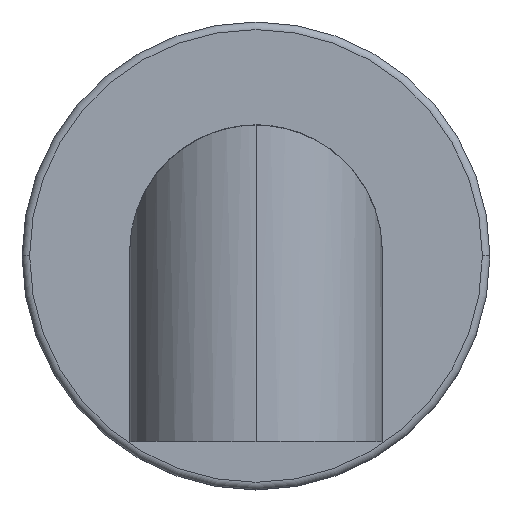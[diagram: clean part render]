
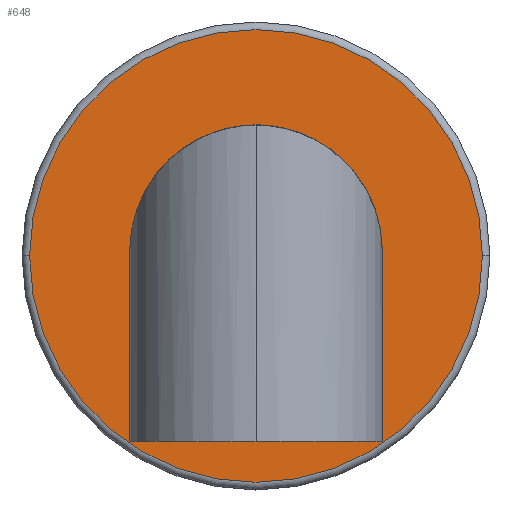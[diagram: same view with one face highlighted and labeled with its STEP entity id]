
A CAD part, top view. The second image highlights one B-rep face of the part: STEP entity #648.
In plain terms, the highlighted planar face has unit normal (0, 0, 1).
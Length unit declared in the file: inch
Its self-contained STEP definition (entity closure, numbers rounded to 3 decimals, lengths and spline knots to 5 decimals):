
#156=CARTESIAN_POINT('',(0.,0.,0.));
#157=DIRECTION('',(0.,0.,1.));
#158=DIRECTION('',(-1.,0.,0.));
#159=AXIS2_PLACEMENT_3D('',#156,#157,#158);
#165=CARTESIAN_POINT('',(0.,0.,0.));
#166=DIRECTION('',(0.,0.,1.));
#167=DIRECTION('',(1.,0.,0.));
#168=AXIS2_PLACEMENT_3D('',#165,#166,#167);
#173=CARTESIAN_POINT('',(0.,0.,0.));
#174=DIRECTION('',(0.,0.,1.));
#175=DIRECTION('',(0.,-1.,0.));
#176=AXIS2_PLACEMENT_3D('',#173,#174,#175);
#181=CARTESIAN_POINT('',(0.,0.,0.));
#182=DIRECTION('',(0.,0.,1.));
#183=DIRECTION('',(0.,1.,0.));
#184=AXIS2_PLACEMENT_3D('',#181,#182,#183);
#603=CARTESIAN_POINT('',(-0.895,0.,0.));
#604=CARTESIAN_POINT('',(0.895,0.,0.));
#605=VERTEX_POINT('',#603);
#606=VERTEX_POINT('',#604);
#617=CARTESIAN_POINT('',(0.,-0.5,0.));
#618=CARTESIAN_POINT('',(0.,0.5,0.));
#619=VERTEX_POINT('',#617);
#620=VERTEX_POINT('',#618);
#631=CARTESIAN_POINT('',(0.,0.,0.));
#632=DIRECTION('',(0.,0.,-1.));
#633=DIRECTION('',(0.,-1.,0.));
#634=AXIS2_PLACEMENT_3D('',#631,#632,#633);
#635=PLANE('',#634);
#637=ORIENTED_EDGE('',*,*,#636,.F.);
#639=ORIENTED_EDGE('',*,*,#638,.F.);
#640=EDGE_LOOP('',(#637,#639));
#641=FACE_OUTER_BOUND('',#640,.F.);
#643=ORIENTED_EDGE('',*,*,#642,.T.);
#645=ORIENTED_EDGE('',*,*,#644,.T.);
#646=EDGE_LOOP('',(#643,#645));
#647=FACE_BOUND('',#646,.F.);
#160=CIRCLE('',#159,0.895);
#169=CIRCLE('',#168,0.895);
#177=CIRCLE('',#176,0.5);
#185=CIRCLE('',#184,0.5);
#636=EDGE_CURVE('',#605,#606,#160,.T.);
#638=EDGE_CURVE('',#606,#605,#169,.T.);
#642=EDGE_CURVE('',#619,#620,#177,.T.);
#644=EDGE_CURVE('',#620,#619,#185,.T.);
#648=ADVANCED_FACE('',(#641,#647),#635,.F.);
